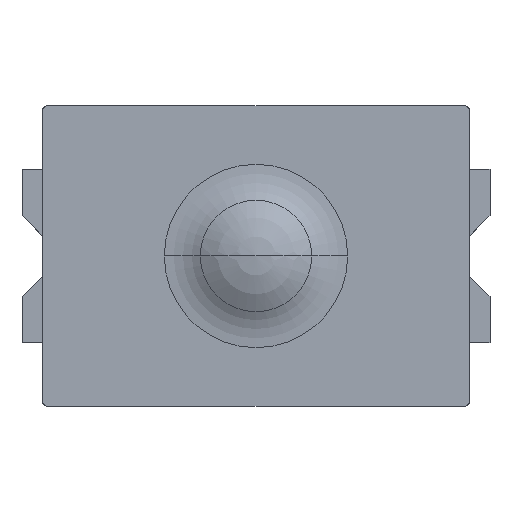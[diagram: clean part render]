
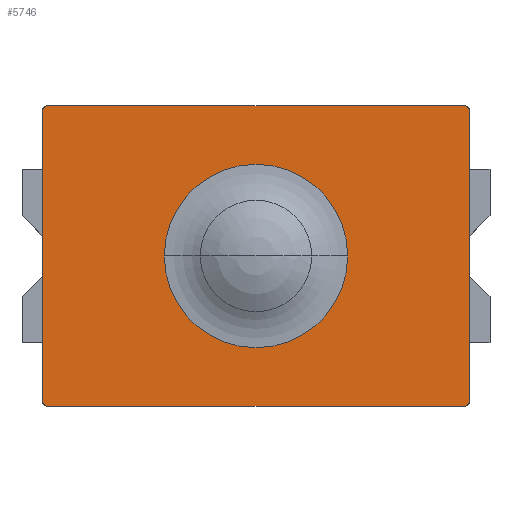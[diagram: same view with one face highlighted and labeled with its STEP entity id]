
A CAD part, top view. The second image highlights one B-rep face of the part: STEP entity #5746.
In plain terms, the highlighted planar face has unit normal (0, 0, 1).
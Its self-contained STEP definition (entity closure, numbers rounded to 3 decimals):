
#1986=CARTESIAN_POINT('',(-1.55,1.075,0.395));
#1987=DIRECTION('',(0.,0.,1.));
#1988=DIRECTION('',(0.,1.,0.));
#1989=AXIS2_PLACEMENT_3D('',#1986,#1987,#1988);
#1991=CARTESIAN_POINT('',(1.55,1.075,0.395));
#1992=DIRECTION('',(0.,0.,1.));
#1993=DIRECTION('',(0.707,0.707,0.));
#1994=AXIS2_PLACEMENT_3D('',#1991,#1992,#1993);
#1996=CARTESIAN_POINT('',(1.55,1.075,0.395));
#1997=DIRECTION('',(0.,0.,1.));
#1998=DIRECTION('',(1.,0.,0.));
#1999=AXIS2_PLACEMENT_3D('',#1996,#1997,#1998);
#2001=CARTESIAN_POINT('',(1.55,-1.075,0.395));
#2002=DIRECTION('',(0.,0.,1.));
#2003=DIRECTION('',(0.707,-0.707,0.));
#2004=AXIS2_PLACEMENT_3D('',#2001,#2002,#2003);
#2006=CARTESIAN_POINT('',(1.55,-1.075,0.395));
#2007=DIRECTION('',(0.,0.,1.));
#2008=DIRECTION('',(0.,-1.,0.));
#2009=AXIS2_PLACEMENT_3D('',#2006,#2007,#2008);
#2011=CARTESIAN_POINT('',(-1.55,-1.075,0.395));
#2012=DIRECTION('',(0.,0.,1.));
#2013=DIRECTION('',(-0.707,-0.707,0.));
#2014=AXIS2_PLACEMENT_3D('',#2011,#2012,#2013);
#2016=CARTESIAN_POINT('',(-1.55,-1.075,0.395));
#2017=DIRECTION('',(0.,0.,1.));
#2018=DIRECTION('',(-1.,0.,0.));
#2019=AXIS2_PLACEMENT_3D('',#2016,#2017,#2018);
#2021=CARTESIAN_POINT('',(-1.55,1.075,0.395));
#2022=DIRECTION('',(0.,0.,1.));
#2023=DIRECTION('',(-0.707,0.707,0.));
#2024=AXIS2_PLACEMENT_3D('',#2021,#2022,#2023);
#2026=CARTESIAN_POINT('',(0.,0.,0.395));
#2027=DIRECTION('',(0.,0.,-1.));
#2028=DIRECTION('',(1.,0.,0.));
#2029=AXIS2_PLACEMENT_3D('',#2026,#2027,#2028);
#2031=CARTESIAN_POINT('',(0.,0.,0.395));
#2032=DIRECTION('',(0.,0.,-1.));
#2033=DIRECTION('',(-1.,0.,0.));
#2034=AXIS2_PLACEMENT_3D('',#2031,#2032,#2033);
#2044=DIRECTION('',(1.,0.,0.));
#2045=VECTOR('',#2044,3.1);
#2046=CARTESIAN_POINT('',(-1.55,1.125,0.395));
#2047=LINE('',#2046,#2045);
#2056=DIRECTION('',(0.,-1.,0.));
#2057=VECTOR('',#2056,2.15);
#2058=CARTESIAN_POINT('',(1.6,1.075,0.395));
#2059=LINE('',#2058,#2057);
#2076=DIRECTION('',(-1.,0.,0.));
#2077=VECTOR('',#2076,3.1);
#2078=CARTESIAN_POINT('',(1.55,-1.125,0.395));
#2079=LINE('',#2078,#2077);
#2088=DIRECTION('',(0.,1.,0.));
#2089=VECTOR('',#2088,2.15);
#2090=CARTESIAN_POINT('',(-1.6,-1.075,0.395));
#2091=LINE('',#2090,#2089);
#3013=CARTESIAN_POINT('',(-1.55,1.125,0.395));
#3014=CARTESIAN_POINT('',(-1.585,1.11,0.395));
#3015=VERTEX_POINT('',#3013);
#3016=VERTEX_POINT('',#3014);
#3017=CARTESIAN_POINT('',(-1.6,1.075,0.395));
#3018=VERTEX_POINT('',#3017);
#3019=CARTESIAN_POINT('',(-1.6,-1.075,0.395));
#3020=VERTEX_POINT('',#3019);
#3021=CARTESIAN_POINT('',(-1.585,-1.11,0.395));
#3022=VERTEX_POINT('',#3021);
#3023=CARTESIAN_POINT('',(-1.55,-1.125,0.395));
#3024=VERTEX_POINT('',#3023);
#3025=CARTESIAN_POINT('',(1.55,-1.125,0.395));
#3026=VERTEX_POINT('',#3025);
#3027=CARTESIAN_POINT('',(1.585,-1.11,0.395));
#3028=VERTEX_POINT('',#3027);
#3029=CARTESIAN_POINT('',(1.6,-1.075,0.395));
#3030=VERTEX_POINT('',#3029);
#3031=CARTESIAN_POINT('',(1.6,1.075,0.395));
#3032=VERTEX_POINT('',#3031);
#3033=CARTESIAN_POINT('',(1.585,1.11,0.395));
#3034=VERTEX_POINT('',#3033);
#3035=CARTESIAN_POINT('',(1.55,1.125,0.395));
#3036=VERTEX_POINT('',#3035);
#3037=CARTESIAN_POINT('',(0.686,0.,0.395));
#3039=VERTEX_POINT('',#3037);
#3041=CARTESIAN_POINT('',(-0.686,0.,0.395));
#3043=VERTEX_POINT('',#3041);
#5711=CARTESIAN_POINT('',(0.,0.,0.395));
#5712=DIRECTION('',(0.,0.,1.));
#5713=DIRECTION('',(1.,0.,0.));
#5714=AXIS2_PLACEMENT_3D('',#5711,#5712,#5713);
#5715=PLANE('',#5714);
#5716=ORIENTED_EDGE('',*,*,#5706,.F.);
#5718=ORIENTED_EDGE('',*,*,#5717,.T.);
#5720=ORIENTED_EDGE('',*,*,#5719,.F.);
#5722=ORIENTED_EDGE('',*,*,#5721,.F.);
#5724=ORIENTED_EDGE('',*,*,#5723,.T.);
#5726=ORIENTED_EDGE('',*,*,#5725,.F.);
#5728=ORIENTED_EDGE('',*,*,#5727,.F.);
#5730=ORIENTED_EDGE('',*,*,#5729,.T.);
#5732=ORIENTED_EDGE('',*,*,#5731,.F.);
#5734=ORIENTED_EDGE('',*,*,#5733,.F.);
#5736=ORIENTED_EDGE('',*,*,#5735,.T.);
#5737=ORIENTED_EDGE('',*,*,#5699,.F.);
#5738=EDGE_LOOP('',(#5716,#5718,#5720,#5722,#5724,#5726,#5728,#5730,#5732,#5734,
#5736,#5737));
#5739=FACE_OUTER_BOUND('',#5738,.F.);
#5741=ORIENTED_EDGE('',*,*,#5740,.F.);
#5743=ORIENTED_EDGE('',*,*,#5742,.F.);
#5744=EDGE_LOOP('',(#5741,#5743));
#5745=FACE_BOUND('',#5744,.F.);
#5746=ADVANCED_FACE('',(#5739,#5745),#5715,.T.);
#1990=CIRCLE('',#1989,0.05);
#1995=CIRCLE('',#1994,0.05);
#2000=CIRCLE('',#1999,0.05);
#2005=CIRCLE('',#2004,0.05);
#2010=CIRCLE('',#2009,0.05);
#2015=CIRCLE('',#2014,0.05);
#2020=CIRCLE('',#2019,0.05);
#2025=CIRCLE('',#2024,0.05);
#2030=CIRCLE('',#2029,0.686);
#2035=CIRCLE('',#2034,0.686);
#5699=EDGE_CURVE('',#3016,#3018,#2025,.T.);
#5706=EDGE_CURVE('',#3015,#3016,#1990,.T.);
#5717=EDGE_CURVE('',#3015,#3036,#2047,.T.);
#5719=EDGE_CURVE('',#3034,#3036,#1995,.T.);
#5721=EDGE_CURVE('',#3032,#3034,#2000,.T.);
#5723=EDGE_CURVE('',#3032,#3030,#2059,.T.);
#5725=EDGE_CURVE('',#3028,#3030,#2005,.T.);
#5727=EDGE_CURVE('',#3026,#3028,#2010,.T.);
#5729=EDGE_CURVE('',#3026,#3024,#2079,.T.);
#5731=EDGE_CURVE('',#3022,#3024,#2015,.T.);
#5733=EDGE_CURVE('',#3020,#3022,#2020,.T.);
#5735=EDGE_CURVE('',#3020,#3018,#2091,.T.);
#5740=EDGE_CURVE('',#3039,#3043,#2030,.T.);
#5742=EDGE_CURVE('',#3043,#3039,#2035,.T.);
